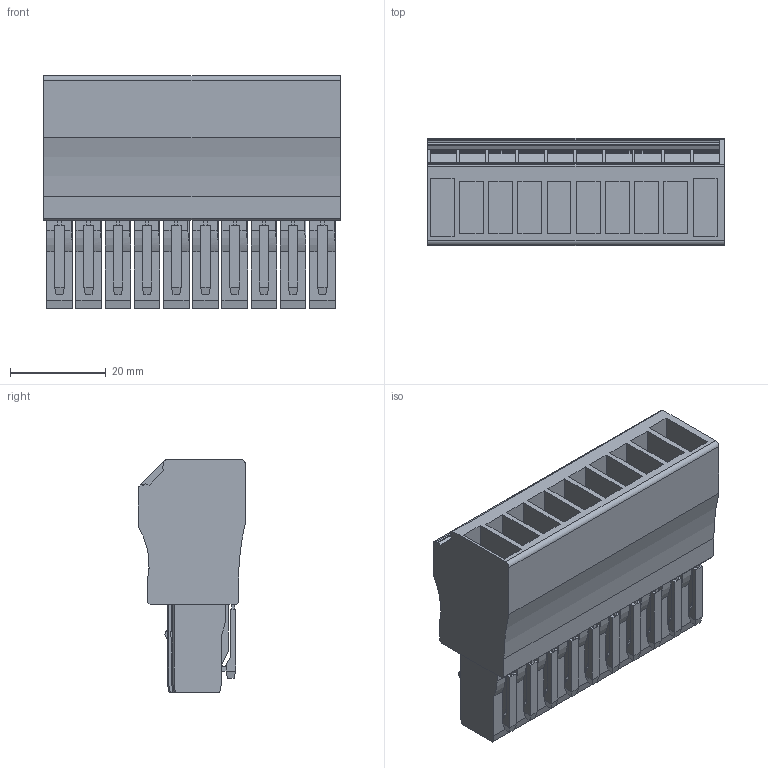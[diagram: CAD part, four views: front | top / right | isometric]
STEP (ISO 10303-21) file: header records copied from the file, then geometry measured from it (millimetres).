
FILE_DESCRIPTION(('CATIA V5R24 STEP','CAx-IF Rec.Pracs.--- Model Styling and Organization---1.2---2011-12-15'),'2;1');
FILE_NAME ('D1448565_0', '2017-02-01T07:49:31+00:00', ('Weidmueller Interface'), ('Weidmueller'), 'CATIA Version 5-6 Release 2014 SP4 HF52', 'CATIA V5 STEP AP214', 'none');
FILE_SCHEMA(('AUTOMOTIVE_DESIGN { 1 0 10303 214 1 1 1 1 }'));
Length unit declared in the file: millimetre
Products named in the file (1): v5-standard_part
Bounding box: 62 x 22.4 x 48.6 mm (x, y, z)
Volume: 38927.4 mm3; surface area: 21171.7 mm2
Topology: 1 solids, 9 shells, 1103 faces, 2905 edges, 1878 vertices
Faces by surface type: plane 821, cylinder 218, cone 32, torus 32
Entity records: 32145 total; most frequent: CARTESIAN_POINT 5858, ORIENTED_EDGE 5810, DIRECTION 4639, EDGE_CURVE 2905, VECTOR 2181, LINE 2181, VERTEX_POINT 1878, AXIS2_PLACEMENT_3D 1543
